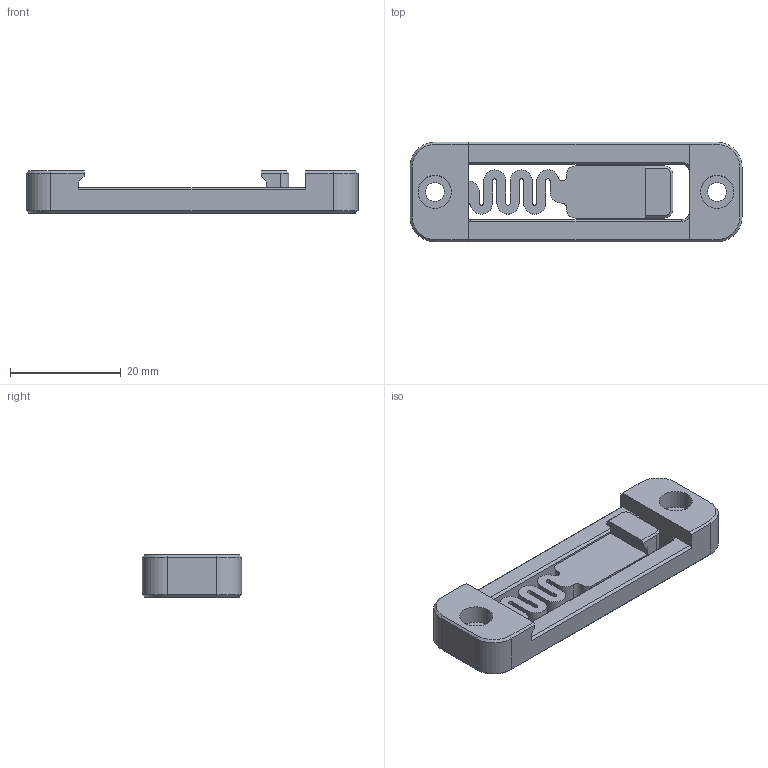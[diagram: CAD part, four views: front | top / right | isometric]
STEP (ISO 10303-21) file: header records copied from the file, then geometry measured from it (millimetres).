
FILE_DESCRIPTION(('FreeCAD Model'),'2;1');
FILE_NAME('Open CASCADE Shape Model','2023-07-05T22:13:21',(''),(''), 'Open CASCADE STEP processor 7.6','FreeCAD','Unknown');
FILE_SCHEMA(('AUTOMOTIVE_DESIGN { 1 0 10303 214 1 1 1 1 }'));
Length unit declared in the file: millimetre
Products named in the file (1): reverse
Bounding box: 60 x 18 x 7.6 mm (x, y, z)
Volume: 4960.8 mm3; surface area: 4174.6 mm2
Topology: 1 solids, 1 shells, 126 faces, 331 edges, 212 vertices
Faces by surface type: plane 76, cylinder 34, cone 14, bspline 2
Full cylindrical faces by diameter (mm): 3.4 x2, 6 x2
Entity records: 8422 total; most frequent: CARTESIAN_POINT 1646, DIRECTION 1297, LINE 823, VECTOR 823, ORIENTED_EDGE 662, PCURVE 662, DEFINITIONAL_REPRESENTATION 662, EDGE_CURVE 331
